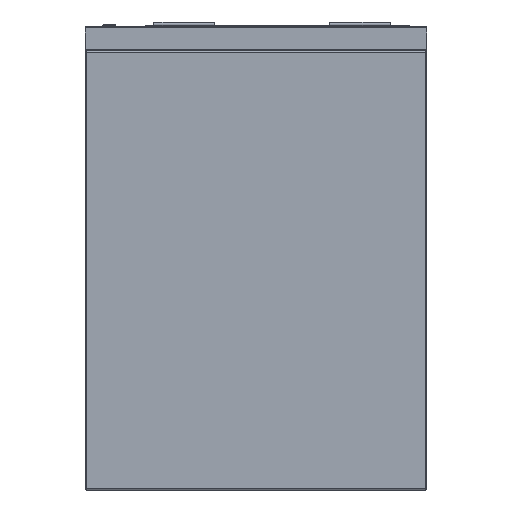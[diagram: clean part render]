
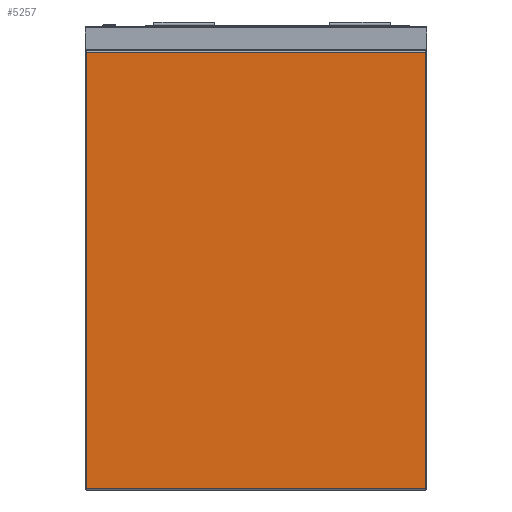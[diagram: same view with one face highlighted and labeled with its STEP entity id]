
A CAD part, left-side view. The second image highlights one B-rep face of the part: STEP entity #5257.
In plain terms, the highlighted planar face has unit normal (-1, 0, 0).
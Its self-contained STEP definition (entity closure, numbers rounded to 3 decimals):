
#543 = CARTESIAN_POINT ( 'NONE',  ( -772.5, 278., -758. ) ) ;
#967 = LINE ( 'NONE', #14807, #2366 ) ;
#1246 = LINE ( 'NONE', #1519, #7697 ) ;
#1519 = CARTESIAN_POINT ( 'NONE',  ( -772.5, 280., -42. ) ) ;
#2366 = VECTOR ( 'NONE', #4182, 1000. ) ;
#2450 = DIRECTION ( 'NONE',  ( 0., 0., -1. ) ) ;
#2608 = CARTESIAN_POINT ( 'NONE',  ( -772.5, -278., -42. ) ) ;
#2692 = ORIENTED_EDGE ( 'NONE', *, *, #15241, .T. ) ;
#2760 = LINE ( 'NONE', #17567, #18229 ) ;
#2888 = PLANE ( 'NONE',  #11129 ) ;
#3094 = EDGE_CURVE ( 'NONE', #7705, #15846, #2760, .T. ) ;
#4182 = DIRECTION ( 'NONE',  ( 0., 0., 1. ) ) ;
#5257 = ADVANCED_FACE ( 'Fl�che7', ( #10426 ), #2888, .T. ) ;
#5285 = EDGE_LOOP ( 'NONE', ( #17796, #2692, #16646, #15171 ) ) ;
#5888 = VECTOR ( 'NONE', #2450, 1000. ) ;
#6970 = LINE ( 'NONE', #7177, #5888 ) ;
#7019 = DIRECTION ( 'NONE',  ( 0., -1., 0. ) ) ;
#7078 = CARTESIAN_POINT ( 'NONE',  ( -772.5, -278., -758. ) ) ;
#7177 = CARTESIAN_POINT ( 'NONE',  ( -772.5, 278., -760. ) ) ;
#7697 = VECTOR ( 'NONE', #17259, 1000. ) ;
#7705 = VERTEX_POINT ( 'NONE', #543 ) ;
#8201 = CARTESIAN_POINT ( 'NONE',  ( -772.5, 278., -42. ) ) ;
#9320 = DIRECTION ( 'NONE',  ( -1., 0., 0. ) ) ;
#9425 = DIRECTION ( 'NONE',  ( 0., -1., 0. ) ) ;
#9612 = VERTEX_POINT ( 'NONE', #2608 ) ;
#10426 = FACE_OUTER_BOUND ( 'NONE', #5285, .T. ) ;
#10465 = EDGE_CURVE ( 'NONE', #15846, #9612, #967, .T. ) ;
#11129 = AXIS2_PLACEMENT_3D ( 'NONE', #12305, #9320, #9425 ) ;
#11874 = VERTEX_POINT ( 'NONE', #8201 ) ;
#12305 = CARTESIAN_POINT ( 'NONE',  ( -772.5, -280., -760. ) ) ;
#12389 = EDGE_CURVE ( 'NONE', #11874, #7705, #6970, .T. ) ;
#14807 = CARTESIAN_POINT ( 'NONE',  ( -772.5, -278., -760. ) ) ;
#15171 = ORIENTED_EDGE ( 'NONE', *, *, #3094, .T. ) ;
#15241 = EDGE_CURVE ( 'NONE', #9612, #11874, #1246, .T. ) ;
#15846 = VERTEX_POINT ( 'NONE', #7078 ) ;
#16646 = ORIENTED_EDGE ( 'NONE', *, *, #12389, .T. ) ;
#17259 = DIRECTION ( 'NONE',  ( 0., 1., 0. ) ) ;
#17567 = CARTESIAN_POINT ( 'NONE',  ( -772.5, -280., -758. ) ) ;
#17796 = ORIENTED_EDGE ( 'NONE', *, *, #10465, .T. ) ;
#18229 = VECTOR ( 'NONE', #7019, 1000. ) ;
